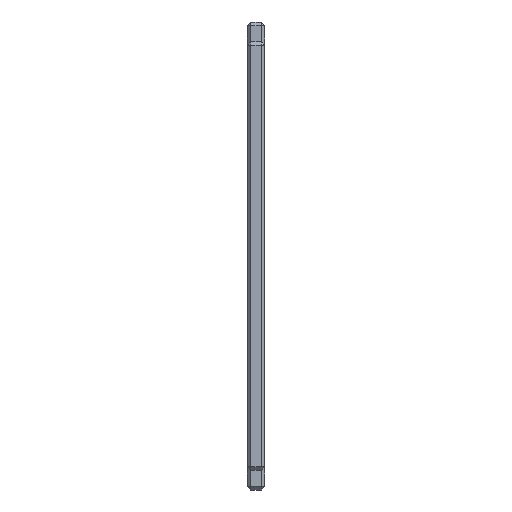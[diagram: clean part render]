
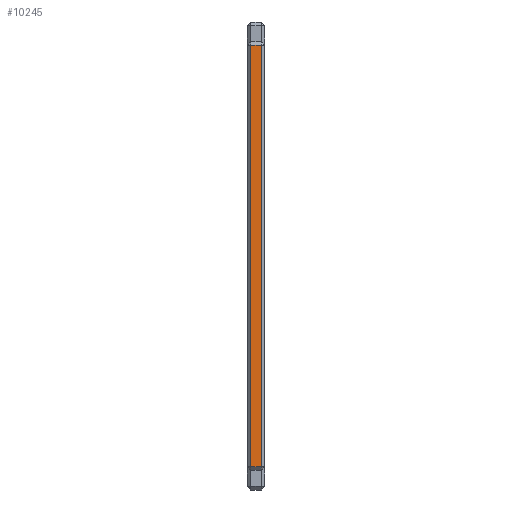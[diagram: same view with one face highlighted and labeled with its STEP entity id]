
A CAD part, front view. The second image highlights one B-rep face of the part: STEP entity #10245.
In plain terms, the highlighted planar face has unit normal (0, -1, 0).
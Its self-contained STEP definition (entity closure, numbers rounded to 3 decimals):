
#2456=DIRECTION('',(0.,0.,1.));
#2457=VECTOR('',#2456,118.);
#2458=CARTESIAN_POINT('',(274.,-297.5,-288.));
#2459=LINE('',#2458,#2457);
#2554=DIRECTION('',(1.,0.,0.));
#2555=VECTOR('',#2554,3.);
#2556=CARTESIAN_POINT('',(274.,-297.5,-170.));
#2557=LINE('',#2556,#2555);
#2561=DIRECTION('',(0.,0.,-1.));
#2562=VECTOR('',#2561,118.);
#2563=CARTESIAN_POINT('',(277.,-297.5,-170.));
#2564=LINE('',#2563,#2562);
#2589=DIRECTION('',(-1.,0.,0.));
#2590=VECTOR('',#2589,3.);
#2591=CARTESIAN_POINT('',(277.,-297.5,-288.));
#2592=LINE('',#2591,#2590);
#7583=CARTESIAN_POINT('',(274.,-297.5,-170.));
#7584=CARTESIAN_POINT('',(277.,-297.5,-170.));
#7585=VERTEX_POINT('',#7583);
#7586=VERTEX_POINT('',#7584);
#7587=CARTESIAN_POINT('',(274.,-297.5,-288.));
#7588=VERTEX_POINT('',#7587);
#7589=CARTESIAN_POINT('',(277.,-297.5,-288.));
#7590=VERTEX_POINT('',#7589);
#10232=CARTESIAN_POINT('',(220.,-297.5,-159.));
#10233=DIRECTION('',(0.,-1.,0.));
#10234=DIRECTION('',(0.,0.,-1.));
#10235=AXIS2_PLACEMENT_3D('',#10232,#10233,#10234);
#10236=PLANE('',#10235);
#10237=ORIENTED_EDGE('',*,*,#10220,.T.);
#10239=ORIENTED_EDGE('',*,*,#10238,.T.);
#10241=ORIENTED_EDGE('',*,*,#10240,.T.);
#10242=ORIENTED_EDGE('',*,*,#10097,.T.);
#10243=EDGE_LOOP('',(#10237,#10239,#10241,#10242));
#10244=FACE_OUTER_BOUND('',#10243,.F.);
#10097=EDGE_CURVE('',#7588,#7585,#2459,.T.);
#10220=EDGE_CURVE('',#7585,#7586,#2557,.T.);
#10238=EDGE_CURVE('',#7586,#7590,#2564,.T.);
#10240=EDGE_CURVE('',#7590,#7588,#2592,.T.);
#10245=ADVANCED_FACE('',(#10244),#10236,.T.);
